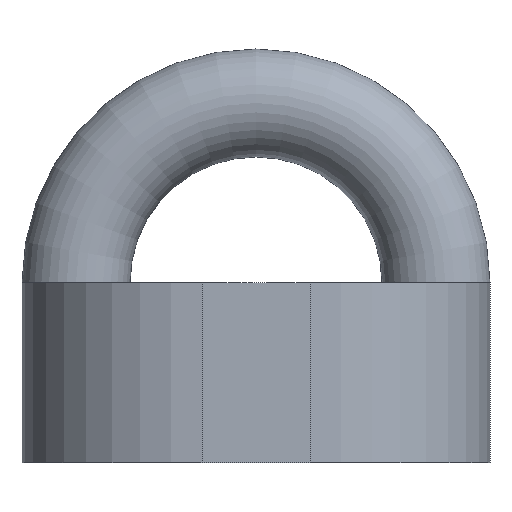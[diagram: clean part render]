
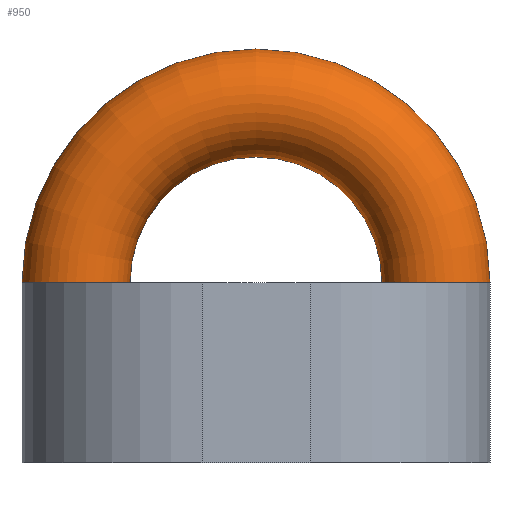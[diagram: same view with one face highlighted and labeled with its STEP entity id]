
A CAD part, left-side view. The second image highlights one B-rep face of the part: STEP entity #950.
In plain terms, the highlighted toroidal (fillet/blend) face has major radius 10 mm and minor radius 3 mm.
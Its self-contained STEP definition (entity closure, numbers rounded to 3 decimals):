
#73 = PLANE('',#74);
#74 = AXIS2_PLACEMENT_3D('',#75,#76,#77);
#75 = CARTESIAN_POINT('',(-41.524,0.,115.));
#76 = DIRECTION('',(0.,0.,1.));
#77 = DIRECTION('',(1.,0.,0.));
#145 = VERTEX_POINT('',#146);
#146 = CARTESIAN_POINT('',(-35.5,13.,115.));
#183 = CYLINDRICAL_SURFACE('',#184,3.);
#184 = AXIS2_PLACEMENT_3D('',#185,#186,#187);
#185 = CARTESIAN_POINT('',(-35.5,10.,105.));
#186 = DIRECTION('',(-0.,-0.,-1.));
#187 = DIRECTION('',(1.,0.,0.));
#366 = CYLINDRICAL_SURFACE('',#367,3.);
#367 = AXIS2_PLACEMENT_3D('',#368,#369,#370);
#368 = CARTESIAN_POINT('',(-35.5,-10.,105.));
#369 = DIRECTION('',(-0.,-0.,-1.));
#370 = DIRECTION('',(1.,0.,0.));
#522 = VERTEX_POINT('',#523);
#523 = CARTESIAN_POINT('',(-35.5,-13.,115.));
#544 = EDGE_CURVE('',#522,#545,#547,.T.);
#545 = VERTEX_POINT('',#546);
#546 = CARTESIAN_POINT('',(-32.5,-10.,115.));
#547 = SURFACE_CURVE('',#548,(#553,#564),.PCURVE_S1.);
#548 = CIRCLE('',#549,3.);
#549 = AXIS2_PLACEMENT_3D('',#550,#551,#552);
#550 = CARTESIAN_POINT('',(-35.5,-10.,115.));
#551 = DIRECTION('',(0.,0.,-1.));
#552 = DIRECTION('',(1.,0.,0.));
#553 = PCURVE('',#73,#554);
#554 = DEFINITIONAL_REPRESENTATION('',(#555),#563);
#555 = ( BOUNDED_CURVE() B_SPLINE_CURVE(2,(#556,#557,#558,#559,#560,#561
,#562),.UNSPECIFIED.,.T.,.F.) B_SPLINE_CURVE_WITH_KNOTS((1,2,2,2,2,1),(
    -2.094,0.,2.094,4.189,6.283,
8.378),.UNSPECIFIED.) CURVE() GEOMETRIC_REPRESENTATION_ITEM() 
RATIONAL_B_SPLINE_CURVE((1.,0.5,1.,0.5,1.,0.5,1.)) REPRESENTATION_ITEM(
  '') );
#556 = CARTESIAN_POINT('',(9.024,-10.));
#557 = CARTESIAN_POINT('',(9.024,-15.196));
#558 = CARTESIAN_POINT('',(4.524,-12.598));
#559 = CARTESIAN_POINT('',(0.024,-10.));
#560 = CARTESIAN_POINT('',(4.524,-7.402));
#561 = CARTESIAN_POINT('',(9.024,-4.804));
#562 = CARTESIAN_POINT('',(9.024,-10.));
#563 = ( GEOMETRIC_REPRESENTATION_CONTEXT(2) 
PARAMETRIC_REPRESENTATION_CONTEXT() REPRESENTATION_CONTEXT('2D SPACE',''
  ) );
#564 = PCURVE('',#565,#570);
#565 = TOROIDAL_SURFACE('',#566,10.,3.);
#566 = AXIS2_PLACEMENT_3D('',#567,#568,#569);
#567 = CARTESIAN_POINT('',(-35.5,0.,115.));
#568 = DIRECTION('',(1.,0.,0.));
#569 = DIRECTION('',(0.,1.,0.));
#570 = DEFINITIONAL_REPRESENTATION('',(#571),#575);
#571 = LINE('',#572,#573);
#572 = CARTESIAN_POINT('',(3.142,7.854));
#573 = VECTOR('',#574,1.);
#574 = DIRECTION('',(-0.,-1.));
#575 = ( GEOMETRIC_REPRESENTATION_CONTEXT(2) 
PARAMETRIC_REPRESENTATION_CONTEXT() REPRESENTATION_CONTEXT('2D SPACE',''
  ) );
#578 = VERTEX_POINT('',#579);
#579 = CARTESIAN_POINT('',(-32.5,10.,115.));
#600 = EDGE_CURVE('',#145,#578,#601,.T.);
#601 = SURFACE_CURVE('',#602,(#607,#614),.PCURVE_S1.);
#602 = CIRCLE('',#603,3.);
#603 = AXIS2_PLACEMENT_3D('',#604,#605,#606);
#604 = CARTESIAN_POINT('',(-35.5,10.,115.));
#605 = DIRECTION('',(0.,0.,1.));
#606 = DIRECTION('',(1.,0.,0.));
#607 = PCURVE('',#73,#608);
#608 = DEFINITIONAL_REPRESENTATION('',(#609),#613);
#609 = CIRCLE('',#610,3.);
#610 = AXIS2_PLACEMENT_2D('',#611,#612);
#611 = CARTESIAN_POINT('',(6.024,10.));
#612 = DIRECTION('',(1.,0.));
#613 = ( GEOMETRIC_REPRESENTATION_CONTEXT(2) 
PARAMETRIC_REPRESENTATION_CONTEXT() REPRESENTATION_CONTEXT('2D SPACE',''
  ) );
#614 = PCURVE('',#565,#615);
#615 = DEFINITIONAL_REPRESENTATION('',(#616),#620);
#616 = LINE('',#617,#618);
#617 = CARTESIAN_POINT('',(0.,7.854));
#618 = VECTOR('',#619,1.);
#619 = DIRECTION('',(-0.,-1.));
#620 = ( GEOMETRIC_REPRESENTATION_CONTEXT(2) 
PARAMETRIC_REPRESENTATION_CONTEXT() REPRESENTATION_CONTEXT('2D SPACE',''
  ) );
#708 = EDGE_CURVE('',#578,#145,#709,.T.);
#709 = SURFACE_CURVE('',#710,(#715,#722),.PCURVE_S1.);
#710 = CIRCLE('',#711,3.);
#711 = AXIS2_PLACEMENT_3D('',#712,#713,#714);
#712 = CARTESIAN_POINT('',(-35.5,10.,115.));
#713 = DIRECTION('',(0.,0.,1.));
#714 = DIRECTION('',(1.,0.,0.));
#715 = PCURVE('',#183,#716);
#716 = DEFINITIONAL_REPRESENTATION('',(#717),#721);
#717 = LINE('',#718,#719);
#718 = CARTESIAN_POINT('',(-0.,-10.));
#719 = VECTOR('',#720,1.);
#720 = DIRECTION('',(-1.,0.));
#721 = ( GEOMETRIC_REPRESENTATION_CONTEXT(2) 
PARAMETRIC_REPRESENTATION_CONTEXT() REPRESENTATION_CONTEXT('2D SPACE',''
  ) );
#722 = PCURVE('',#565,#723);
#723 = DEFINITIONAL_REPRESENTATION('',(#724),#728);
#724 = LINE('',#725,#726);
#725 = CARTESIAN_POINT('',(0.,7.854));
#726 = VECTOR('',#727,1.);
#727 = DIRECTION('',(-0.,-1.));
#728 = ( GEOMETRIC_REPRESENTATION_CONTEXT(2) 
PARAMETRIC_REPRESENTATION_CONTEXT() REPRESENTATION_CONTEXT('2D SPACE',''
  ) );
#817 = EDGE_CURVE('',#522,#545,#818,.T.);
#818 = SURFACE_CURVE('',#819,(#824,#831),.PCURVE_S1.);
#819 = CIRCLE('',#820,3.);
#820 = AXIS2_PLACEMENT_3D('',#821,#822,#823);
#821 = CARTESIAN_POINT('',(-35.5,-10.,115.));
#822 = DIRECTION('',(0.,0.,1.));
#823 = DIRECTION('',(1.,0.,0.));
#824 = PCURVE('',#366,#825);
#825 = DEFINITIONAL_REPRESENTATION('',(#826),#830);
#826 = LINE('',#827,#828);
#827 = CARTESIAN_POINT('',(-0.,-10.));
#828 = VECTOR('',#829,1.);
#829 = DIRECTION('',(-1.,0.));
#830 = ( GEOMETRIC_REPRESENTATION_CONTEXT(2) 
PARAMETRIC_REPRESENTATION_CONTEXT() REPRESENTATION_CONTEXT('2D SPACE',''
  ) );
#831 = PCURVE('',#565,#832);
#832 = DEFINITIONAL_REPRESENTATION('',(#833),#837);
#833 = LINE('',#834,#835);
#834 = CARTESIAN_POINT('',(3.142,1.571));
#835 = VECTOR('',#836,1.);
#836 = DIRECTION('',(0.,1.));
#837 = ( GEOMETRIC_REPRESENTATION_CONTEXT(2) 
PARAMETRIC_REPRESENTATION_CONTEXT() REPRESENTATION_CONTEXT('2D SPACE',''
  ) );
#950 = ADVANCED_FACE('',(#951),#565,.T.);
#951 = FACE_BOUND('',#952,.T.);
#952 = EDGE_LOOP('',(#953,#954,#976,#977,#978,#979));
#953 = ORIENTED_EDGE('',*,*,#600,.T.);
#954 = ORIENTED_EDGE('',*,*,#955,.T.);
#955 = EDGE_CURVE('',#578,#545,#956,.T.);
#956 = SEAM_CURVE('',#957,(#962,#969),.PCURVE_S1.);
#957 = CIRCLE('',#958,10.);
#958 = AXIS2_PLACEMENT_3D('',#959,#960,#961);
#959 = CARTESIAN_POINT('',(-32.5,0.,115.));
#960 = DIRECTION('',(1.,0.,0.));
#961 = DIRECTION('',(0.,1.,0.));
#962 = PCURVE('',#565,#963);
#963 = DEFINITIONAL_REPRESENTATION('',(#964),#968);
#964 = LINE('',#965,#966);
#965 = CARTESIAN_POINT('',(0.,7.854));
#966 = VECTOR('',#967,1.);
#967 = DIRECTION('',(1.,0.));
#968 = ( GEOMETRIC_REPRESENTATION_CONTEXT(2) 
PARAMETRIC_REPRESENTATION_CONTEXT() REPRESENTATION_CONTEXT('2D SPACE',''
  ) );
#969 = PCURVE('',#565,#970);
#970 = DEFINITIONAL_REPRESENTATION('',(#971),#975);
#971 = LINE('',#972,#973);
#972 = CARTESIAN_POINT('',(0.,1.571));
#973 = VECTOR('',#974,1.);
#974 = DIRECTION('',(1.,0.));
#975 = ( GEOMETRIC_REPRESENTATION_CONTEXT(2) 
PARAMETRIC_REPRESENTATION_CONTEXT() REPRESENTATION_CONTEXT('2D SPACE',''
  ) );
#976 = ORIENTED_EDGE('',*,*,#544,.F.);
#977 = ORIENTED_EDGE('',*,*,#817,.T.);
#978 = ORIENTED_EDGE('',*,*,#955,.F.);
#979 = ORIENTED_EDGE('',*,*,#708,.T.);
